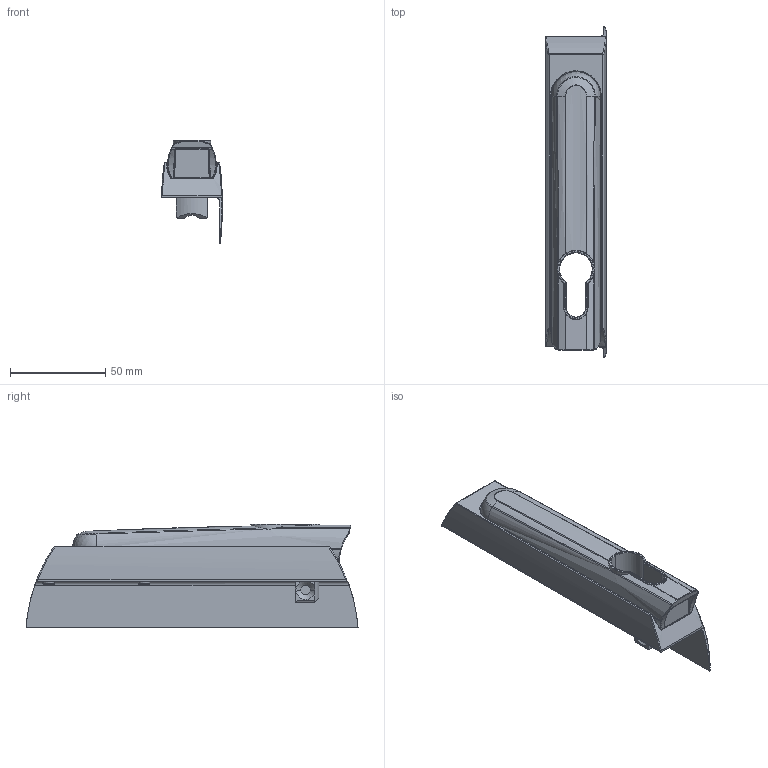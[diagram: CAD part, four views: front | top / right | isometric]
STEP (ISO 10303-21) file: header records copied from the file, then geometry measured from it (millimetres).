
FILE_DESCRIPTION(('STEP AP214'),'1');
FILE_NAME('cctmp_5EAA08AE-66A7-495F-A5AF-482C5F853C85_2024_05_23_12_38_27_0023..stp','2024-05-23T10:38:28',('SIEMENS A&D'),('CADClick - www.CADClick.com'),'Spatial InterOp 3D',' ','unknown authorization');
FILE_SCHEMA(('AUTOMOTIVE_DESIGN'));
Length unit declared in the file: millimetre
Products named in the file (4): cc_unnamed; 2024_05_23_12_38_26_0985; 2024_05_23_12_38_26_0954; 2024_05_23_12_38_26_0916
Assembly tree (3 placements, depth 2):
  cc_unnamed
    2024_05_23_12_38_26_0985
    2024_05_23_12_38_26_0954
    2024_05_23_12_38_26_0916
Bounding box: 31.92 x 174 x 54.3 mm (x, y, z)
Volume: 68915.3 mm3; surface area: 52322.9 mm2
Topology: 3 solids, 3 shells, 914 faces, 2329 edges, 1401 vertices
Faces by surface type: cylinder 311, plane 235, bspline 183, torus 114, sphere 57, cone 14
Entity records: 60574 total; most frequent: CARTESIAN_POINT 32196, ORIENTED_EDGE 4598, DIRECTION 4149, EDGE_CURVE 2299, AXIS2_PLACEMENT_3D 1631, VERTEX_POINT 1401, EDGE_LOOP 938, STYLED_ITEM 917
